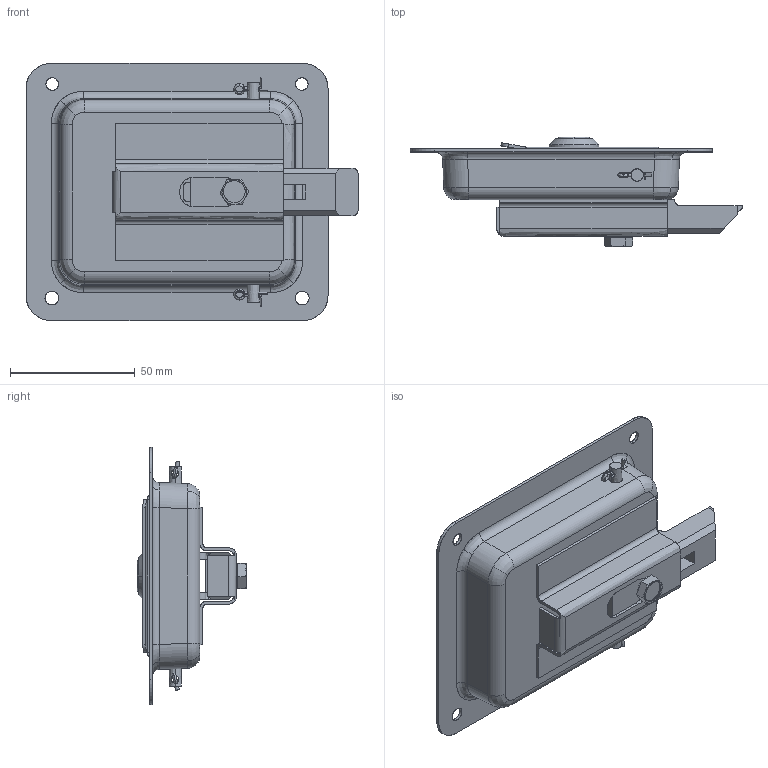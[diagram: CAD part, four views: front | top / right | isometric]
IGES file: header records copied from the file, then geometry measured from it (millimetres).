
Start section: SolidWorks IGES file using analytic representation for surfaces
Global section: file name: 'C'DFPL-120-MS-PC.IGS; native system: SolidWorks 2015; preprocessor: SolidWorks 2015; author: solidworksqc; date: 151214.170817; units: millimetre
Bounding box: 133 x 43.9 x 103 mm (x, y, z)
Surface area: 56097.5 mm2 (no closed solid volume)
Topology: 0 solids, 0 shells, 268 faces, 3222 edges, 3222 vertices
Faces by surface type: bspline 160, revolution 108
